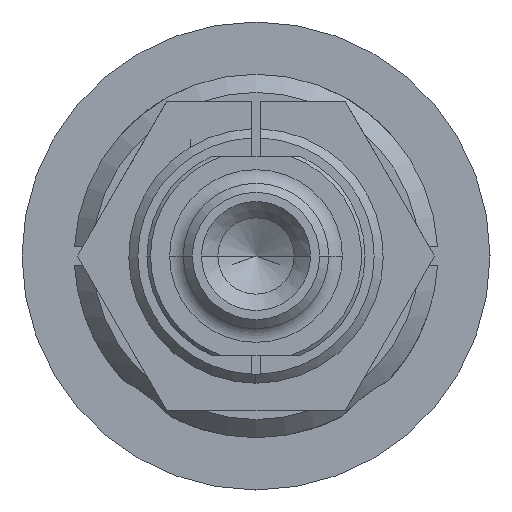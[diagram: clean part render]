
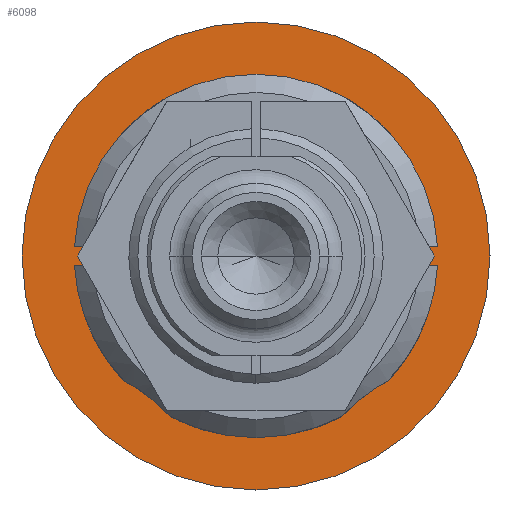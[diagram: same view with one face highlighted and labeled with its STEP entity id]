
A CAD part, left-side view. The second image highlights one B-rep face of the part: STEP entity #6098.
In plain terms, the highlighted planar face has unit normal (-1, 0, 0).
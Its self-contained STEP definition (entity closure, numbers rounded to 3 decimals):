
#269 = CIRCLE ( 'NONE', #1082, 12.875 ) ;
#365 = EDGE_LOOP ( 'NONE', ( #2076, #2744 ) ) ;
#732 = EDGE_CURVE ( 'NONE', #864, #5838, #269, .T. ) ;
#775 = CARTESIAN_POINT ( 'NONE',  ( 57.45, 0., 12.875 ) ) ;
#839 = DIRECTION ( 'NONE',  ( 0., 0., -1. ) ) ;
#864 = VERTEX_POINT ( 'NONE', #6149 ) ;
#1082 = AXIS2_PLACEMENT_3D ( 'NONE', #5832, #3271, #6330 ) ;
#1297 = CARTESIAN_POINT ( 'NONE',  ( 57.45, 0., -3.24 ) ) ;
#1355 = DIRECTION ( 'NONE',  ( 0., 0., 1. ) ) ;
#1356 = VERTEX_POINT ( 'NONE', #1297 ) ;
#1576 = CIRCLE ( 'NONE', #5971, 3.24 ) ;
#1651 = AXIS2_PLACEMENT_3D ( 'NONE', #5141, #3078, #4633 ) ;
#1898 = PLANE ( 'NONE',  #2159 ) ;
#2076 = ORIENTED_EDGE ( 'NONE', *, *, #732, .F. ) ;
#2159 = AXIS2_PLACEMENT_3D ( 'NONE', #4819, #3308, #1355 ) ;
#2744 = ORIENTED_EDGE ( 'NONE', *, *, #5502, .F. ) ;
#2761 = EDGE_CURVE ( 'NONE', #4042, #1356, #4902, .T. ) ;
#3078 = DIRECTION ( 'NONE',  ( 1., 0., 0. ) ) ;
#3271 = DIRECTION ( 'NONE',  ( 1., 0., 0. ) ) ;
#3308 = DIRECTION ( 'NONE',  ( -1., 0., 0. ) ) ;
#3745 = EDGE_CURVE ( 'NONE', #1356, #4042, #1576, .T. ) ;
#3791 = FACE_BOUND ( 'NONE', #4303, .T. ) ;
#3983 = CARTESIAN_POINT ( 'NONE',  ( 57.45, 0., 0. ) ) ;
#4042 = VERTEX_POINT ( 'NONE', #4521 ) ;
#4144 = ORIENTED_EDGE ( 'NONE', *, *, #2761, .T. ) ;
#4295 = DIRECTION ( 'NONE',  ( 1., 0., 0. ) ) ;
#4303 = EDGE_LOOP ( 'NONE', ( #5998, #4144 ) ) ;
#4521 = CARTESIAN_POINT ( 'NONE',  ( 57.45, 0., 3.24 ) ) ;
#4633 = DIRECTION ( 'NONE',  ( 0., 0., -1. ) ) ;
#4819 = CARTESIAN_POINT ( 'NONE',  ( 57.45, 12.875, 0. ) ) ;
#4822 = CARTESIAN_POINT ( 'NONE',  ( 57.45, 0., 0. ) ) ;
#4848 = FACE_OUTER_BOUND ( 'NONE', #365, .T. ) ;
#4902 = CIRCLE ( 'NONE', #5928, 3.24 ) ;
#5141 = CARTESIAN_POINT ( 'NONE',  ( 57.45, 0., 0. ) ) ;
#5502 = EDGE_CURVE ( 'NONE', #5838, #864, #5929, .T. ) ;
#5707 = DIRECTION ( 'NONE',  ( 1., 0., 0. ) ) ;
#5832 = CARTESIAN_POINT ( 'NONE',  ( 57.45, 0., 0. ) ) ;
#5838 = VERTEX_POINT ( 'NONE', #775 ) ;
#5928 = AXIS2_PLACEMENT_3D ( 'NONE', #4822, #5707, #839 ) ;
#5929 = CIRCLE ( 'NONE', #1651, 12.875 ) ;
#5971 = AXIS2_PLACEMENT_3D ( 'NONE', #3983, #4295, #6229 ) ;
#5998 = ORIENTED_EDGE ( 'NONE', *, *, #3745, .T. ) ;
#6098 = ADVANCED_FACE ( 'NONE', ( #3791, #4848 ), #1898, .T. ) ;
#6149 = CARTESIAN_POINT ( 'NONE',  ( 57.45, 0., -12.875 ) ) ;
#6229 = DIRECTION ( 'NONE',  ( 0., 0., -1. ) ) ;
#6330 = DIRECTION ( 'NONE',  ( 0., 0., -1. ) ) ;
